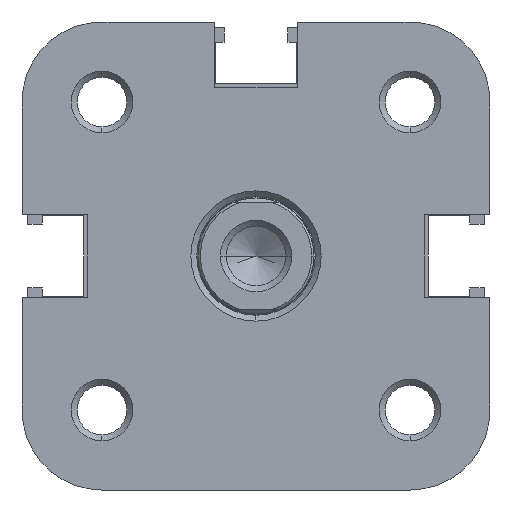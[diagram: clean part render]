
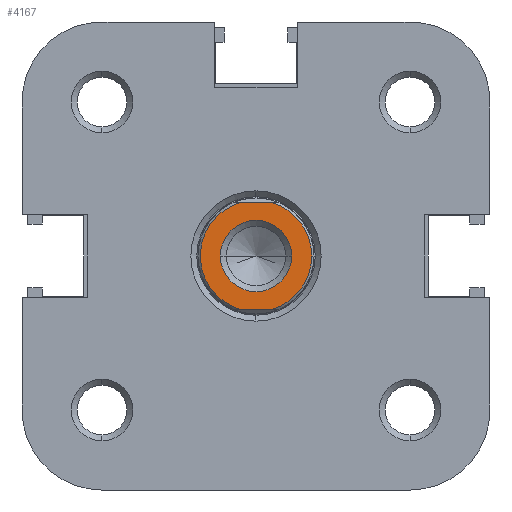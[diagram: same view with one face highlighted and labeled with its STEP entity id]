
A CAD part, left-side view. The second image highlights one B-rep face of the part: STEP entity #4167.
In plain terms, the highlighted face is planar.
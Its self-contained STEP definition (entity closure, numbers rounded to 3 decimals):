
#40 = AXIS2_PLACEMENT_3D ( 'NONE', #5358, #5360, #5361 ) ;
#679 = EDGE_LOOP ( 'NONE', ( #963, #966 ) ) ;
#681 = EDGE_LOOP ( 'NONE', ( #2972, #2971, #2985, #2986, #2987 ) ) ;
#963 = ORIENTED_EDGE ( 'NONE', *, *, #1364, .F. ) ;
#966 = ORIENTED_EDGE ( 'NONE', *, *, #1292, .F. ) ;
#1281 = EDGE_CURVE ( 'NONE', #1847, #1760, #3685, .T. ) ;
#1292 = EDGE_CURVE ( 'NONE', #1802, #1870, #3700, .T. ) ;
#1350 = EDGE_CURVE ( 'NONE', #1760, #1828, #3778, .T. ) ;
#1359 = EDGE_CURVE ( 'NONE', #1780, #1941, #3788, .T. ) ;
#1362 = EDGE_CURVE ( 'NONE', #1828, #1780, #3783, .T. ) ;
#1364 = EDGE_CURVE ( 'NONE', #1870, #1802, #3795, .T. ) ;
#1365 = EDGE_CURVE ( 'NONE', #1847, #1941, #3791, .T. ) ;
#1578 = AXIS2_PLACEMENT_3D ( 'NONE', #2788, #2790, #2791 ) ;
#1587 = AXIS2_PLACEMENT_3D ( 'NONE', #2817, #2818, #2819 ) ;
#1611 = AXIS2_PLACEMENT_3D ( 'NONE', #4327, #4332, #4333 ) ;
#1622 = AXIS2_PLACEMENT_3D ( 'NONE', #4352, #4359, #4360 ) ;
#1625 = AXIS2_PLACEMENT_3D ( 'NONE', #4369, #4373, #4374 ) ;
#1760 = VERTEX_POINT ( 'NONE', #4690 ) ;
#1780 = VERTEX_POINT ( 'NONE', #4710 ) ;
#1802 = VERTEX_POINT ( 'NONE', #4732 ) ;
#1828 = VERTEX_POINT ( 'NONE', #4758 ) ;
#1847 = VERTEX_POINT ( 'NONE', #4777 ) ;
#1870 = VERTEX_POINT ( 'NONE', #4800 ) ;
#1941 = VERTEX_POINT ( 'NONE', #4871 ) ;
#2788 = CARTESIAN_POINT ( 'NONE',  ( 251., 0., 0. ) ) ;
#2790 = DIRECTION ( 'NONE',  ( -1., 0., 0. ) ) ;
#2791 = DIRECTION ( 'NONE',  ( 0., 0., -1. ) ) ;
#2817 = CARTESIAN_POINT ( 'NONE',  ( 251., 0., 0. ) ) ;
#2818 = DIRECTION ( 'NONE',  ( 1., 0., 0. ) ) ;
#2819 = DIRECTION ( 'NONE',  ( 0., 0., -1. ) ) ;
#2971 = ORIENTED_EDGE ( 'NONE', *, *, #1359, .F. ) ;
#2972 = ORIENTED_EDGE ( 'NONE', *, *, #1365, .T. ) ;
#2985 = ORIENTED_EDGE ( 'NONE', *, *, #1362, .F. ) ;
#2986 = ORIENTED_EDGE ( 'NONE', *, *, #1350, .F. ) ;
#2987 = ORIENTED_EDGE ( 'NONE', *, *, #1281, .F. ) ;
#3685 = CIRCLE ( 'NONE', #1578, 4.7 ) ;
#3700 = CIRCLE ( 'NONE', #1587, 3. ) ;
#3778 = CIRCLE ( 'NONE', #1611, 4.7 ) ;
#3783 = LINE ( 'NONE', #4366, #3789 ) ;
#3788 = CIRCLE ( 'NONE', #1622, 4.7 ) ;
#3789 = VECTOR ( 'NONE', #4367, 1000. ) ;
#3791 = LINE ( 'NONE', #4376, #3793 ) ;
#3793 = VECTOR ( 'NONE', #4377, 1000. ) ;
#3795 = CIRCLE ( 'NONE', #1625, 3. ) ;
#4167 = ADVANCED_FACE ( 'NONE', ( #5650, #5659 ), #5359, .F. ) ;
#4327 = CARTESIAN_POINT ( 'NONE',  ( 251., 0., 0. ) ) ;
#4332 = DIRECTION ( 'NONE',  ( -1., 0., 0. ) ) ;
#4333 = DIRECTION ( 'NONE',  ( 0., 0., -1. ) ) ;
#4352 = CARTESIAN_POINT ( 'NONE',  ( 251., 0., 0. ) ) ;
#4359 = DIRECTION ( 'NONE',  ( -1., 0., 0. ) ) ;
#4360 = DIRECTION ( 'NONE',  ( 0., 0., -1. ) ) ;
#4366 = CARTESIAN_POINT ( 'NONE',  ( 251., -4.5, -12.5 ) ) ;
#4367 = DIRECTION ( 'NONE',  ( 0., 0., 1. ) ) ;
#4369 = CARTESIAN_POINT ( 'NONE',  ( 251., 0., 0. ) ) ;
#4373 = DIRECTION ( 'NONE',  ( 1., 0., 0. ) ) ;
#4374 = DIRECTION ( 'NONE',  ( 0., 0., -1. ) ) ;
#4376 = CARTESIAN_POINT ( 'NONE',  ( 251., 4.5, -12.5 ) ) ;
#4377 = DIRECTION ( 'NONE',  ( 0., 0., 1. ) ) ;
#4690 = CARTESIAN_POINT ( 'NONE',  ( 251., 0., -4.7 ) ) ;
#4710 = CARTESIAN_POINT ( 'NONE',  ( 251., -4.5, 1.356 ) ) ;
#4732 = CARTESIAN_POINT ( 'NONE',  ( 251., 0., -3. ) ) ;
#4758 = CARTESIAN_POINT ( 'NONE',  ( 251., -4.5, -1.356 ) ) ;
#4777 = CARTESIAN_POINT ( 'NONE',  ( 251., 4.5, -1.356 ) ) ;
#4800 = CARTESIAN_POINT ( 'NONE',  ( 251., 0., 3. ) ) ;
#4871 = CARTESIAN_POINT ( 'NONE',  ( 251., 4.5, 1.356 ) ) ;
#5358 = CARTESIAN_POINT ( 'NONE',  ( 251., 0., 0. ) ) ;
#5359 = PLANE ( 'NONE',  #40 ) ;
#5360 = DIRECTION ( 'NONE',  ( -1., 0., 0. ) ) ;
#5361 = DIRECTION ( 'NONE',  ( 0., 0., -1. ) ) ;
#5650 = FACE_BOUND ( 'NONE', #679, .T. ) ;
#5659 = FACE_OUTER_BOUND ( 'NONE', #681, .T. ) ;
